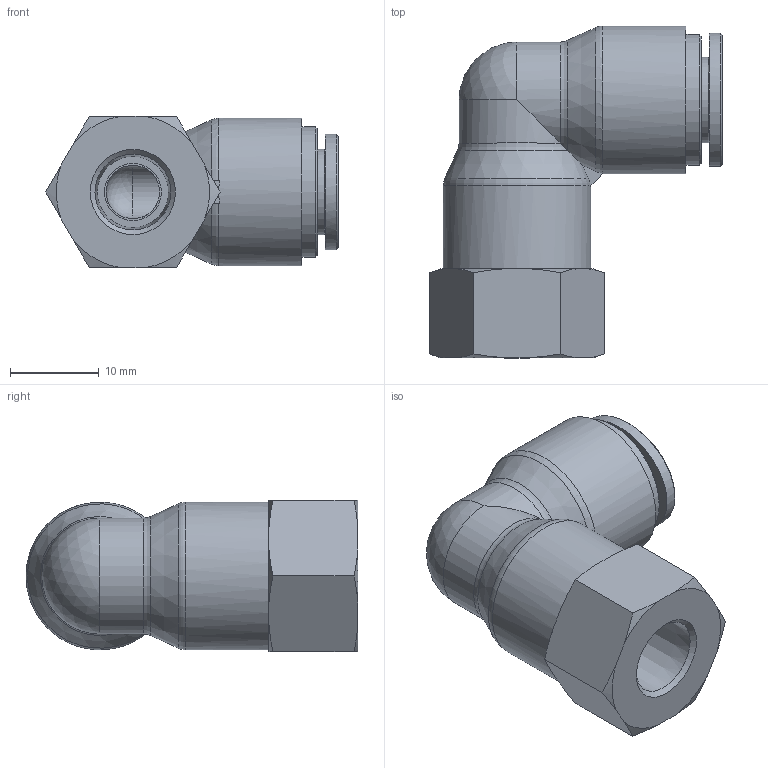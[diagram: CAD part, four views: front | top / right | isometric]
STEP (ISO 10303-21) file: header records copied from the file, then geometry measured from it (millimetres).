
FILE_DESCRIPTION((''),'2;1');
FILE_NAME('CR-PLF 0801.stp','2020-08-25T13:36:18',('user'),(''),'Autodesk Inventor 2013','Autodesk Inventor 2013','');
FILE_SCHEMA(('AUTOMOTIVE_DESIGN { 1 0 10303 214 1 1 1 1 }'));
Length unit declared in the file: millimetre
Products named in the file (6): 조립품10; CR-PUL 08 BODY; CR-COLLAR 08; HR-Collar 08L(SUS); CR-SLEEVE 08; HR-PLF BODY 0801
Assembly tree (5 placements, depth 3):
  조립품10
    CR-PUL 08 BODY
    CR-COLLAR 08
      HR-Collar 08L(SUS)
      CR-SLEEVE 08
    HR-PLF BODY 0801
Bounding box: 32.91 x 37.3 x 17 mm (x, y, z)
Volume: 7541.4 mm3; surface area: 5029.2 mm2
Topology: 4 solids, 4 shells, 420 faces, 1167 edges, 776 vertices
Faces by surface type: plane 355, cone 20, bspline 20, cylinder 19, torus 4, sphere 2
Full cylindrical faces by diameter (mm): 1.5 x1, 6 x2, 6.4 x1, 8.2 x3, 9.6 x1, 14.7 x1, 16.6 x2
Entity records: 13607 total; most frequent: CARTESIAN_POINT 2843, ORIENTED_EDGE 2284, DIRECTION 2033, EDGE_CURVE 1142, VECTOR 999, LINE 999, VERTEX_POINT 769, AXIS2_PLACEMENT_3D 517
